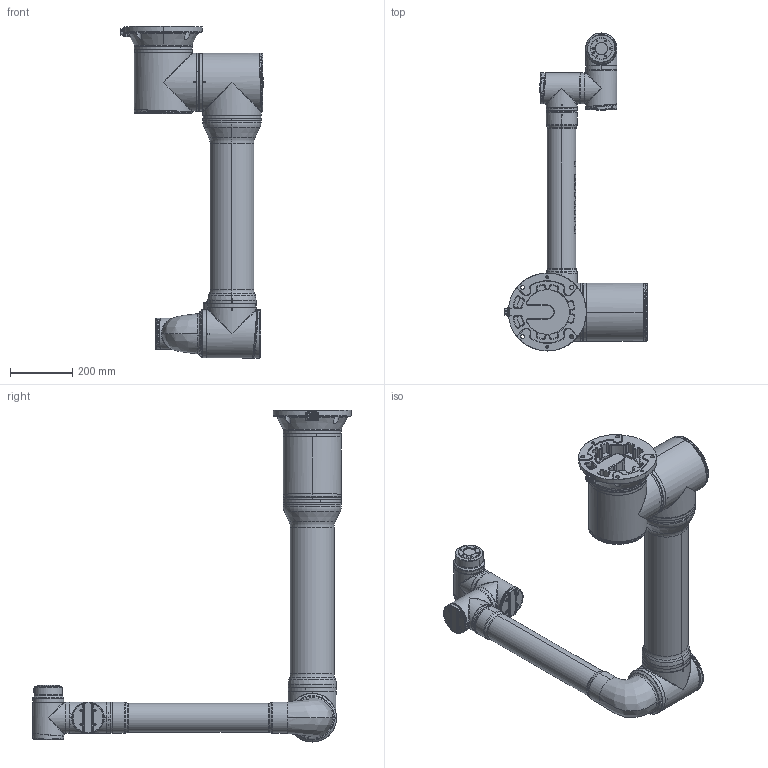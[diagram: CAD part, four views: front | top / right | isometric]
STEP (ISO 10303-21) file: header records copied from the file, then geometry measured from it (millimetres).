
FILE_DESCRIPTION (( 'STEP AP214' ), '1' );
FILE_NAME ('TCR200魂雄耀倰.STEP', '2024-02-29T02:54:00', ( '' ), ( '' ), 'SwSTEP 2.0', 'SolidWorks 2010', '' );
FILE_SCHEMA (( 'AUTOMOTIVE_DESIGN' ));
Length unit declared in the file: millimetre
Products named in the file (8): TCR200-J0; TCR200-J5; TCR200-J6; TCR200魂雄耀倰; TCR200-J1; TCR200-J3_Défaut; TCR200-J2; TCR200-J4
Assembly tree (7 placements, depth 2):
  TCR200魂雄耀倰
    TCR200-J4
    TCR200-J3_Défaut
    TCR200-J0
    TCR200-J1
    TCR200-J5
    TCR200-J2
    TCR200-J6
Bounding box: 457.2 x 1020 x 1063 mm (x, y, z)
Volume: 37908586.9 mm3; surface area: 2374843.9 mm2
Topology: 60 solids, 63 shells, 3345 faces, 8094 edges, 4934 vertices
Faces by surface type: cylinder 1058, plane 920, bspline 595, torus 446, cone 270, sphere 56
Entity records: 225544 total; most frequent: CARTESIAN_POINT 113834, ORIENTED_EDGE 15948, DIRECTION 14891, EDGE_CURVE 7974, AXIS2_PLACEMENT_3D 6059, VERTEX_POINT 4922, EDGE_LOOP 3614, UNCERTAINTY_MEASURE_WITH_UNIT 3420
